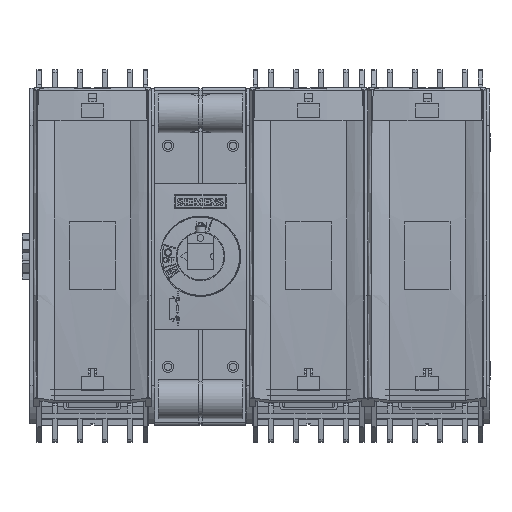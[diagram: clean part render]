
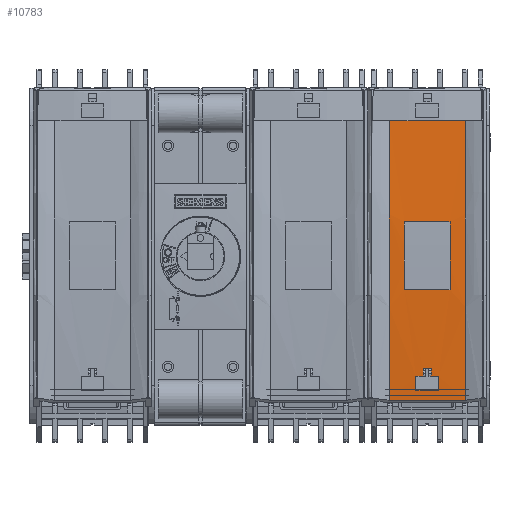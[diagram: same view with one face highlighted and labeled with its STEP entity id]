
A CAD part, top view. The second image highlights one B-rep face of the part: STEP entity #10783.
In plain terms, the highlighted cylindrical face has radius 598 mm (diameter 1196 mm), a partial arc.
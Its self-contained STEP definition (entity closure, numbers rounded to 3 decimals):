
#10783=ADVANCED_FACE('',(#22369,#22370,#22371),#22372,.T.);
#22369=FACE_BOUND('',#34607,.T.);
#22370=FACE_BOUND('',#34608,.T.);
#22371=FACE_OUTER_BOUND('',#34609,.T.);
#22372=CYLINDRICAL_SURFACE('',#34610,598.);
#34607=EDGE_LOOP('',(#68950,#68951,#68952,#68953));
#34608=EDGE_LOOP('',(#68954,#68955,#68956,#68957,#68958,#68959,#68960,#68961));
#34609=EDGE_LOOP('',(#68962,#68963,#68964,#68965));
#34610=AXIS2_PLACEMENT_3D('',#68966,#68967,#68968);
#68950=ORIENTED_EDGE('',*,*,#87339,.T.);
#68951=ORIENTED_EDGE('',*,*,#87336,.T.);
#68952=ORIENTED_EDGE('',*,*,#87333,.T.);
#68953=ORIENTED_EDGE('',*,*,#87329,.T.);
#68954=ORIENTED_EDGE('',*,*,#87734,.T.);
#68955=ORIENTED_EDGE('',*,*,#87326,.T.);
#68956=ORIENTED_EDGE('',*,*,#87323,.T.);
#68957=ORIENTED_EDGE('',*,*,#87320,.T.);
#68958=ORIENTED_EDGE('',*,*,#87317,.T.);
#68959=ORIENTED_EDGE('',*,*,#87313,.T.);
#68960=ORIENTED_EDGE('',*,*,#87714,.T.);
#68961=ORIENTED_EDGE('',*,*,#87731,.T.);
#68962=ORIENTED_EDGE('',*,*,#87698,.T.);
#68963=ORIENTED_EDGE('',*,*,#87931,.T.);
#68964=ORIENTED_EDGE('',*,*,#87932,.F.);
#68965=ORIENTED_EDGE('',*,*,#87933,.F.);
#68966=CARTESIAN_POINT('',(124.65,57.323,-454.3));
#68967=DIRECTION('',(1.0,0.0,-0.0));
#68968=DIRECTION('',(0.0,0.087,0.996));
#87313=EDGE_CURVE('',#108674,#108675,#108676,.T.);
#87317=EDGE_CURVE('',#108680,#108674,#108681,.T.);
#87320=EDGE_CURVE('',#108684,#108680,#108685,.T.);
#87323=EDGE_CURVE('',#108688,#108684,#108689,.T.);
#87326=EDGE_CURVE('',#108692,#108688,#108693,.T.);
#87329=EDGE_CURVE('',#108696,#108697,#108698,.T.);
#87333=EDGE_CURVE('',#108702,#108696,#108703,.T.);
#87336=EDGE_CURVE('',#108706,#108702,#108707,.T.);
#87339=EDGE_CURVE('',#108697,#108706,#108710,.T.);
#87698=EDGE_CURVE('',#109242,#109244,#109246,.T.);
#87714=EDGE_CURVE('',#108675,#109268,#109269,.T.);
#87731=EDGE_CURVE('',#109268,#109292,#109294,.T.);
#87734=EDGE_CURVE('',#109292,#108692,#109297,.T.);
#87931=EDGE_CURVE('',#109244,#109586,#109587,.T.);
#87932=EDGE_CURVE('',#109588,#109586,#109589,.T.);
#87933=EDGE_CURVE('',#109242,#109588,#109590,.T.);
#108674=VERTEX_POINT('',#140997);
#108675=VERTEX_POINT('',#140998);
#108676=LINE('',#140999,#141000);
#108680=VERTEX_POINT('',#141006);
#108681=CIRCLE('',#141007,598.);
#108684=VERTEX_POINT('',#141011);
#108685=LINE('',#141012,#141013);
#108688=VERTEX_POINT('',#141017);
#108689=CIRCLE('',#141018,598.);
#108692=VERTEX_POINT('',#141022);
#108693=LINE('',#141023,#141024);
#108696=VERTEX_POINT('',#141028);
#108697=VERTEX_POINT('',#141029);
#108698=LINE('',#141030,#141031);
#108702=VERTEX_POINT('',#141037);
#108703=CIRCLE('',#141038,598.);
#108706=VERTEX_POINT('',#141042);
#108707=LINE('',#141043,#141044);
#108710=CIRCLE('',#141048,598.);
#109242=VERTEX_POINT('',#141890);
#109244=VERTEX_POINT('',#141895);
#109246=LINE('',#141900,#141901);
#109268=VERTEX_POINT('',#141932);
#109269=CIRCLE('',#141933,598.);
#109292=VERTEX_POINT('',#141964);
#109294=LINE('',#141967,#141968);
#109297=CIRCLE('',#141972,598.);
#109586=VERTEX_POINT('',#142697);
#109587=CIRCLE('',#142698,598.);
#109588=VERTEX_POINT('',#142699);
#109589=LINE('',#142700,#142701);
#109590=CIRCLE('',#142702,598.);
#140997=CARTESIAN_POINT('',(121.15,20.323,142.554));
#140998=CARTESIAN_POINT('',(123.4,20.323,142.554));
#140999=CARTESIAN_POINT('',(122.275,20.323,142.554));
#141000=VECTOR('',#161740,1.0);
#141006=CARTESIAN_POINT('',(121.15,16.023,142.272));
#141007=AXIS2_PLACEMENT_3D('',#161743,#161744,#161745);
#141011=CARTESIAN_POINT('',(128.15,16.023,142.272));
#141012=CARTESIAN_POINT('',(124.65,16.023,142.272));
#141013=VECTOR('',#161747,1.0);
#141017=CARTESIAN_POINT('',(128.15,20.323,142.554));
#141018=AXIS2_PLACEMENT_3D('',#161749,#161750,#161751);
#141022=CARTESIAN_POINT('',(125.9,20.323,142.554));
#141023=CARTESIAN_POINT('',(127.025,20.323,142.554));
#141024=VECTOR('',#161753,1.0);
#141028=CARTESIAN_POINT('',(131.65,46.887,143.609));
#141029=CARTESIAN_POINT('',(117.65,46.887,143.609));
#141030=CARTESIAN_POINT('',(124.65,46.887,143.609));
#141031=VECTOR('',#161755,1.0);
#141037=CARTESIAN_POINT('',(131.65,67.76,143.609));
#141038=AXIS2_PLACEMENT_3D('',#161758,#161759,#161760);
#141042=CARTESIAN_POINT('',(117.65,67.76,143.609));
#141043=CARTESIAN_POINT('',(124.65,67.76,143.609));
#141044=VECTOR('',#161762,1.0);
#141048=AXIS2_PLACEMENT_3D('',#161764,#161765,#161766);
#141890=CARTESIAN_POINT('',(136.4,98.837,142.257));
#141895=CARTESIAN_POINT('',(112.9,98.837,142.257));
#141900=CARTESIAN_POINT('',(124.65,98.837,142.257));
#141901=VECTOR('',#162139,598.);
#141932=CARTESIAN_POINT('',(123.4,22.823,142.704));
#141933=AXIS2_PLACEMENT_3D('',#162152,#162153,#162154);
#141964=CARTESIAN_POINT('',(125.9,22.823,142.704));
#141967=CARTESIAN_POINT('',(124.65,22.823,142.704));
#141968=VECTOR('',#162173,1.0);
#141972=AXIS2_PLACEMENT_3D('',#162175,#162176,#162177);
#142697=CARTESIAN_POINT('',(112.9,12.912,142.049));
#142698=AXIS2_PLACEMENT_3D('',#162335,#162336,#162337);
#142699=CARTESIAN_POINT('',(136.4,12.912,142.049));
#142700=CARTESIAN_POINT('',(124.65,12.912,142.049));
#142701=VECTOR('',#162338,1.0);
#142702=AXIS2_PLACEMENT_3D('',#162339,#162340,#162341);
#161740=DIRECTION('',(1.0,0.0,0.0));
#161743=CARTESIAN_POINT('',(121.15,57.323,-454.3));
#161744=DIRECTION('',(-1.0,0.0,0.0));
#161745=DIRECTION('',(0.0,0.087,0.996));
#161747=DIRECTION('',(-1.0,-0.0,-0.0));
#161749=CARTESIAN_POINT('',(128.15,57.323,-454.3));
#161750=DIRECTION('',(1.0,0.0,-0.0));
#161751=DIRECTION('',(0.0,0.087,0.996));
#161753=DIRECTION('',(1.0,0.0,0.0));
#161755=DIRECTION('',(-1.0,-0.0,-0.0));
#161758=CARTESIAN_POINT('',(131.65,57.323,-454.3));
#161759=DIRECTION('',(1.0,0.0,-0.0));
#161760=DIRECTION('',(0.0,0.087,0.996));
#161762=DIRECTION('',(1.0,0.0,0.0));
#161764=CARTESIAN_POINT('',(117.65,57.323,-454.3));
#161765=DIRECTION('',(-1.0,0.0,0.0));
#161766=DIRECTION('',(0.0,0.087,0.996));
#162139=DIRECTION('',(-1.0,-0.0,-0.0));
#162152=CARTESIAN_POINT('',(123.4,57.323,-454.3));
#162153=DIRECTION('',(-1.0,0.0,0.0));
#162154=DIRECTION('',(0.0,0.087,0.996));
#162173=DIRECTION('',(1.0,0.0,0.0));
#162175=CARTESIAN_POINT('',(125.9,57.323,-454.3));
#162176=DIRECTION('',(1.0,0.0,-0.0));
#162177=DIRECTION('',(0.0,0.087,0.996));
#162335=CARTESIAN_POINT('',(112.9,57.323,-454.3));
#162336=DIRECTION('',(1.0,0.0,-0.0));
#162337=DIRECTION('',(0.0,0.087,0.996));
#162338=DIRECTION('',(-1.0,-0.0,-0.0));
#162339=CARTESIAN_POINT('',(136.4,57.323,-454.3));
#162340=DIRECTION('',(1.0,0.0,-0.0));
#162341=DIRECTION('',(0.0,0.087,0.996));
